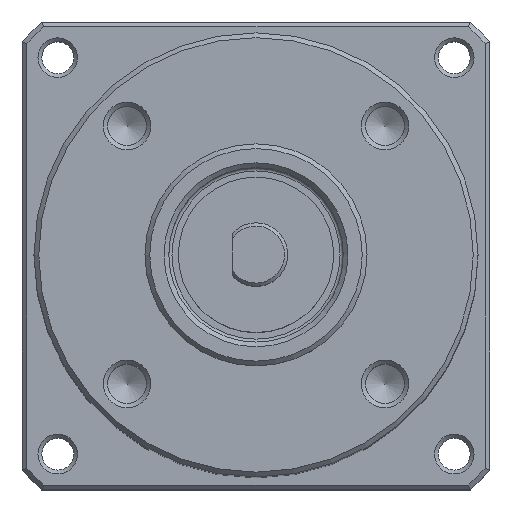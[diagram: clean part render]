
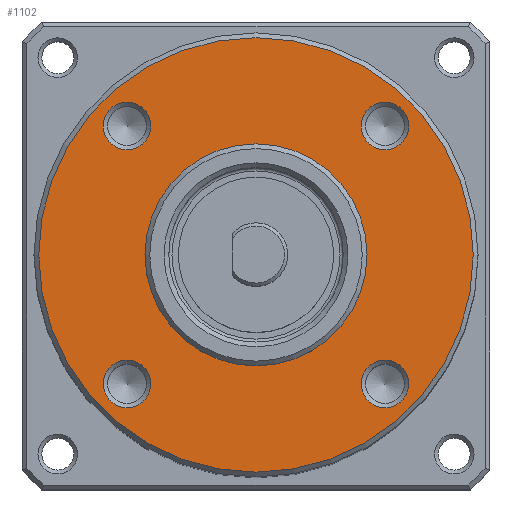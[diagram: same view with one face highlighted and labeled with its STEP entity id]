
A CAD part, top view. The second image highlights one B-rep face of the part: STEP entity #1102.
In plain terms, the highlighted face is planar.
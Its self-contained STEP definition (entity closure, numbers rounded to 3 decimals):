
#140=CIRCLE('',#1245,13.7);
#141=CIRCLE('',#1247,7.);
#142=CIRCLE('',#1248,1.5);
#143=CIRCLE('',#1249,1.5);
#144=CIRCLE('',#1250,1.5);
#145=CIRCLE('',#1251,1.5);
#273=ORIENTED_EDGE('',*,*,#511,.F.);
#274=ORIENTED_EDGE('',*,*,#512,.F.);
#275=ORIENTED_EDGE('',*,*,#513,.F.);
#276=ORIENTED_EDGE('',*,*,#514,.F.);
#277=ORIENTED_EDGE('',*,*,#515,.F.);
#278=ORIENTED_EDGE('',*,*,#510,.T.);
#510=EDGE_CURVE('',#622,#622,#140,.T.);
#511=EDGE_CURVE('',#623,#623,#141,.T.);
#512=EDGE_CURVE('',#624,#624,#142,.T.);
#513=EDGE_CURVE('',#625,#625,#143,.T.);
#514=EDGE_CURVE('',#626,#626,#144,.T.);
#515=EDGE_CURVE('',#627,#627,#145,.T.);
#622=VERTEX_POINT('',#1919);
#623=VERTEX_POINT('',#1922);
#624=VERTEX_POINT('',#1924);
#625=VERTEX_POINT('',#1926);
#626=VERTEX_POINT('',#1928);
#627=VERTEX_POINT('',#1930);
#768=EDGE_LOOP('',(#273));
#769=EDGE_LOOP('',(#274));
#770=EDGE_LOOP('',(#275));
#771=EDGE_LOOP('',(#276));
#772=EDGE_LOOP('',(#277));
#773=EDGE_LOOP('',(#278));
#925=FACE_BOUND('',#768,.T.);
#926=FACE_BOUND('',#769,.T.);
#927=FACE_BOUND('',#770,.T.);
#928=FACE_BOUND('',#771,.T.);
#929=FACE_BOUND('',#772,.T.);
#930=FACE_BOUND('',#773,.T.);
#1060=PLANE('',#1246);
#1102=ADVANCED_FACE('',(#925,#926,#927,#928,#929,#930),#1060,.F.);
#1245=AXIS2_PLACEMENT_3D('',#1918,#1479,#1480);
#1246=AXIS2_PLACEMENT_3D('',#1920,#1481,#1482);
#1247=AXIS2_PLACEMENT_3D('',#1921,#1483,#1484);
#1248=AXIS2_PLACEMENT_3D('',#1923,#1485,#1486);
#1249=AXIS2_PLACEMENT_3D('',#1925,#1487,#1488);
#1250=AXIS2_PLACEMENT_3D('',#1927,#1489,#1490);
#1251=AXIS2_PLACEMENT_3D('',#1929,#1491,#1492);
#1479=DIRECTION('',(1.,0.,0.));
#1480=DIRECTION('',(0.,0.,-1.));
#1481=DIRECTION('',(-1.,0.,0.));
#1482=DIRECTION('',(0.,0.,1.));
#1483=DIRECTION('',(1.,0.,0.));
#1484=DIRECTION('',(0.,0.,-1.));
#1485=DIRECTION('',(1.,0.,0.));
#1486=DIRECTION('',(0.,0.,-1.));
#1487=DIRECTION('',(1.,0.,0.));
#1488=DIRECTION('',(0.,0.,-1.));
#1489=DIRECTION('',(1.,0.,0.));
#1490=DIRECTION('',(0.,0.,-1.));
#1491=DIRECTION('',(1.,0.,0.));
#1492=DIRECTION('',(0.,0.,-1.));
#1918=CARTESIAN_POINT('',(43.,0.,0.));
#1919=CARTESIAN_POINT('',(43.,0.,-13.7));
#1920=CARTESIAN_POINT('',(43.,13.7,0.));
#1921=CARTESIAN_POINT('',(43.,0.,0.));
#1922=CARTESIAN_POINT('',(43.,0.,-7.));
#1923=CARTESIAN_POINT('',(43.,-8.132,8.132));
#1924=CARTESIAN_POINT('',(43.,-8.132,6.632));
#1925=CARTESIAN_POINT('',(43.,8.132,-8.132));
#1926=CARTESIAN_POINT('',(43.,8.132,-9.632));
#1927=CARTESIAN_POINT('',(43.,-8.132,-8.132));
#1928=CARTESIAN_POINT('',(43.,-8.132,-9.632));
#1929=CARTESIAN_POINT('',(43.,8.132,8.132));
#1930=CARTESIAN_POINT('',(43.,8.132,6.632));
